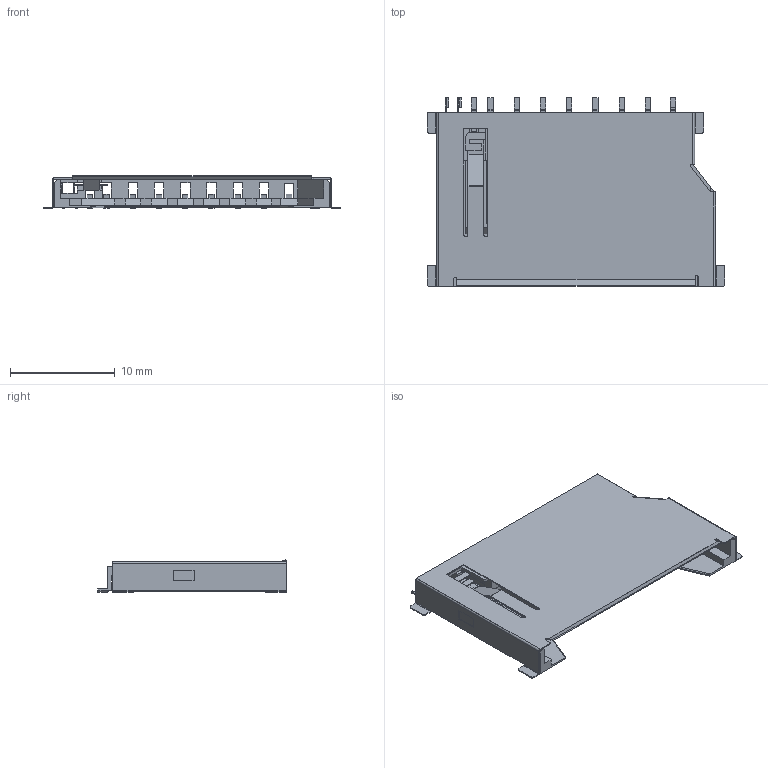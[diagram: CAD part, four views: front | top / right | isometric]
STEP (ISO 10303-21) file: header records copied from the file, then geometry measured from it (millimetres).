
FILE_DESCRIPTION(('FreeCAD Model'),'2;1');
FILE_NAME('Open CASCADE Shape Model','2024-05-08T14:41:26',(''),(''), 'Open CASCADE STEP processor 7.6','FreeCAD','Unknown');
FILE_SCHEMA(('AUTOMOTIVE_DESIGN { 1 0 10303 214 1 1 1 1 }'));
Length unit declared in the file: millimetre
Products named in the file (14): Part; contact01; contact02; contact03; contact04; contact05; contact06; contact07; contact08; frame; contact09; cover; contact11; contact10
Assembly tree (13 placements, depth 2):
  Part
    contact01
    contact02
    contact03
    contact04
    contact05
    contact06
    contact07
    contact08
    frame
    contact09
    cover
    contact11
    contact10
Bounding box: 28.4 x 18 x 3.12 mm (x, y, z)
Volume: 418 mm3; surface area: 2503.5 mm2
Topology: 13 solids, 13 shells, 496 faces, 1310 edges, 832 vertices
Faces by surface type: plane 374, cylinder 96, bspline 26
Entity records: 15657 total; most frequent: CARTESIAN_POINT 3058, ORIENTED_EDGE 2620, DIRECTION 2416, EDGE_CURVE 1310, LINE 1068, VECTOR 1068, VERTEX_POINT 832, AXIS2_PLACEMENT_3D 674
